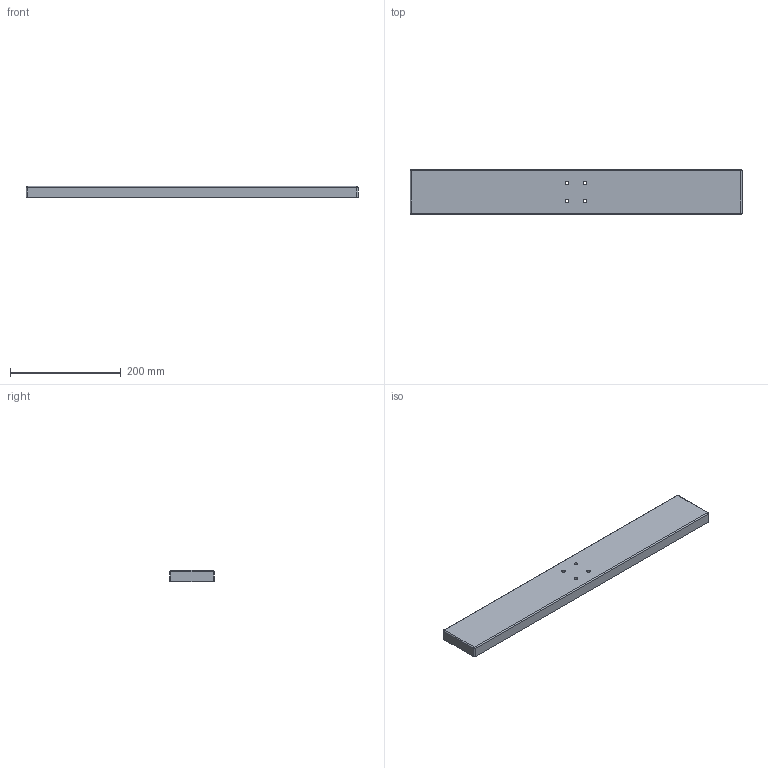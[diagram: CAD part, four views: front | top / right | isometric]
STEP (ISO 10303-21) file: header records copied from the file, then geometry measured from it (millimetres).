
FILE_DESCRIPTION((''),'2;1');
FILE_NAME('JC35TS-1394','2021-01-06T15:51:33',('sa'),('捷昌驱动'),'CREO PARAMETRIC BY PTC INC, 2018100','CREO PARAMETRIC BY PTC INC, 2018100','');
FILE_SCHEMA(('CONFIG_CONTROL_DESIGN'));
Length unit declared in the file: millimetre
Products named in the file (1): JC35TS-1394
Bounding box: 600 x 80 x 20 mm (x, y, z)
Volume: 387721.4 mm3; surface area: 255989.3 mm2
Topology: 4 solids, 38 shells, 111 faces, 318 edges, 240 vertices
Faces by surface type: plane 67, cylinder 36, sphere 8
Entity records: 3583 total; most frequent: CARTESIAN_POINT 662, DIRECTION 606, ORIENTED_EDGE 484, EDGE_CURVE 310, VERTEX_POINT 240, VECTOR 238, LINE 238, AXIS2_PLACEMENT_3D 184
